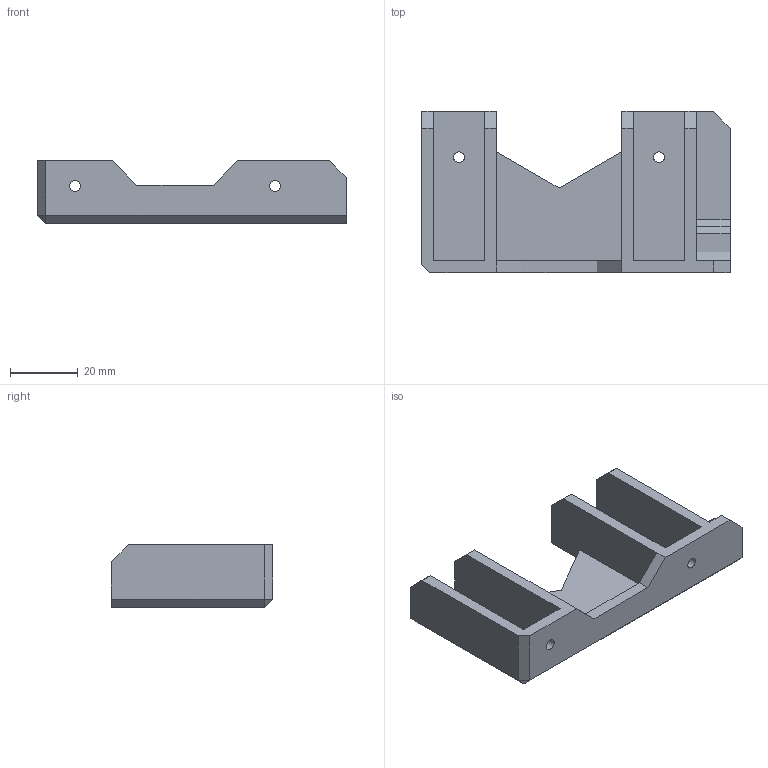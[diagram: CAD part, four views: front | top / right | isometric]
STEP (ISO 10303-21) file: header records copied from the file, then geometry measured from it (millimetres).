
FILE_DESCRIPTION(('FreeCAD Model'),'2;1');
FILE_NAME( 'y-foot-L.step', '2020-02-11T11:24:09',('Author'),(''), 'Open CASCADE STEP processor 7.3','FreeCAD','Unknown');
FILE_SCHEMA(('AUTOMOTIVE_DESIGN { 1 0 10303 214 1 1 1 1 }'));
Length unit declared in the file: millimetre
Products named in the file (1): y-foot-L
Bounding box: 91 x 47.5 x 18.5 mm (x, y, z)
Volume: 25856 mm3; surface area: 15747.8 mm2
Topology: 1 solids, 1 shells, 47 faces, 130 edges, 85 vertices
Faces by surface type: plane 43, cylinder 4
Full cylindrical faces by diameter (mm): 3.2 x4
Entity records: 3489 total; most frequent: CARTESIAN_POINT 589, DIRECTION 448, LINE 332, VECTOR 332, ORIENTED_EDGE 260, PCURVE 260, DEFINITIONAL_REPRESENTATION 260, EDGE_CURVE 130
